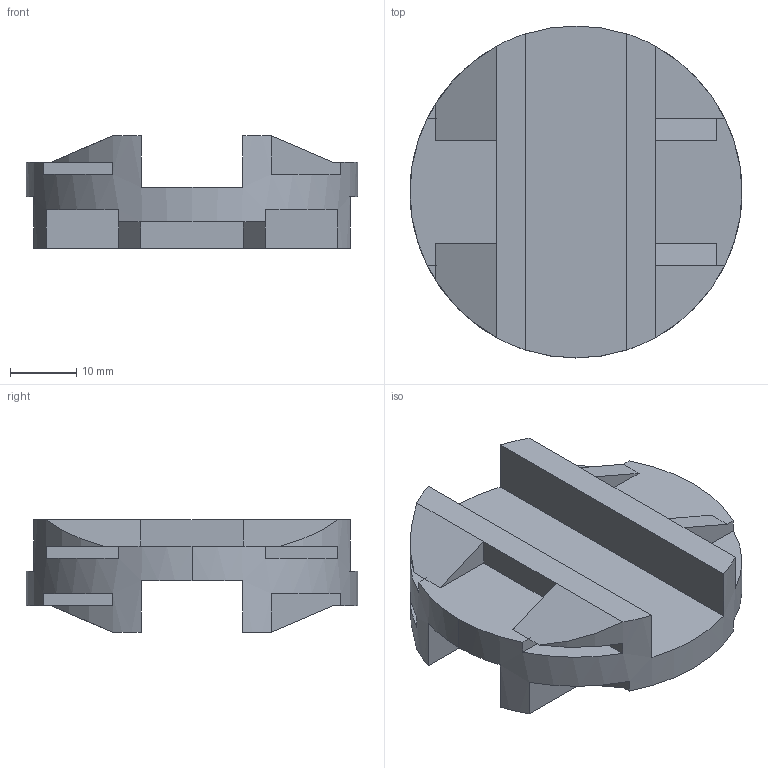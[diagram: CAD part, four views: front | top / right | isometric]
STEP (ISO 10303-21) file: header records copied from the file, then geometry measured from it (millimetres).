
FILE_DESCRIPTION (( 'STEP AP214' ), '1' );
FILE_NAME ('DC-DDS50.STEP', '2015-11-19T18:30:19', ( '' ), ( '' ), 'SwSTEP 2.0', 'SolidWorks 2015', '' );
FILE_SCHEMA (( 'AUTOMOTIVE_DESIGN' ));
Length unit declared in the file: millimetre
Products named in the file (1): DC-DDS50
Bounding box: 50 x 50 x 16.94 mm (x, y, z)
Volume: 15238.5 mm3; surface area: 8138 mm2
Topology: 1 solids, 1 shells, 64 faces, 170 edges, 108 vertices
Faces by surface type: plane 62, cylinder 2
Entity records: 1992 total; most frequent: CARTESIAN_POINT 355, ORIENTED_EDGE 340, DIRECTION 328, EDGE_CURVE 170, VECTOR 134, LINE 134, VERTEX_POINT 108, AXIS2_PLACEMENT_3D 97
